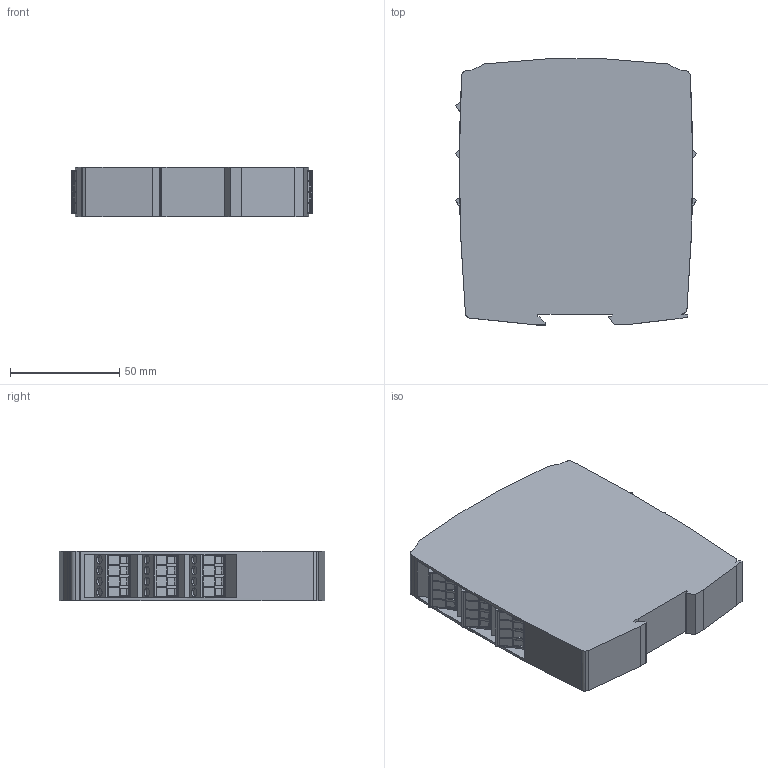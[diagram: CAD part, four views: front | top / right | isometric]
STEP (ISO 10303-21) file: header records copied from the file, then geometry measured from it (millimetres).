
FILE_DESCRIPTION (( 'STEP AP214' ), '1' );
FILE_NAME ('UG6960-04PS800-300.STEP', '2021-05-04T18:15:23', ( '' ), ( '' ), 'SwSTEP 2.0', 'SolidWorks 2021', '' );
FILE_SCHEMA (( 'AUTOMOTIVE_DESIGN' ));
Length unit declared in the file: inch
Products named in the file (1): UG6960-04PS800-300
Bounding box: 110.63 x 121.98 x 22.5 mm (x, y, z)
Volume: 272143.3 mm3; surface area: 38927 mm2
Topology: 1 solids, 13 shells, 501 faces, 1321 edges, 867 vertices
Faces by surface type: plane 447, cylinder 45, bspline 9
Full cylindrical faces by diameter (mm): 4 x20
Entity records: 26356 total; most frequent: CARTESIAN_POINT 14447, ORIENTED_EDGE 2562, DIRECTION 2147, EDGE_CURVE 1281, VECTOR 1143, LINE 1143, VERTEX_POINT 847, EDGE_LOOP 542
